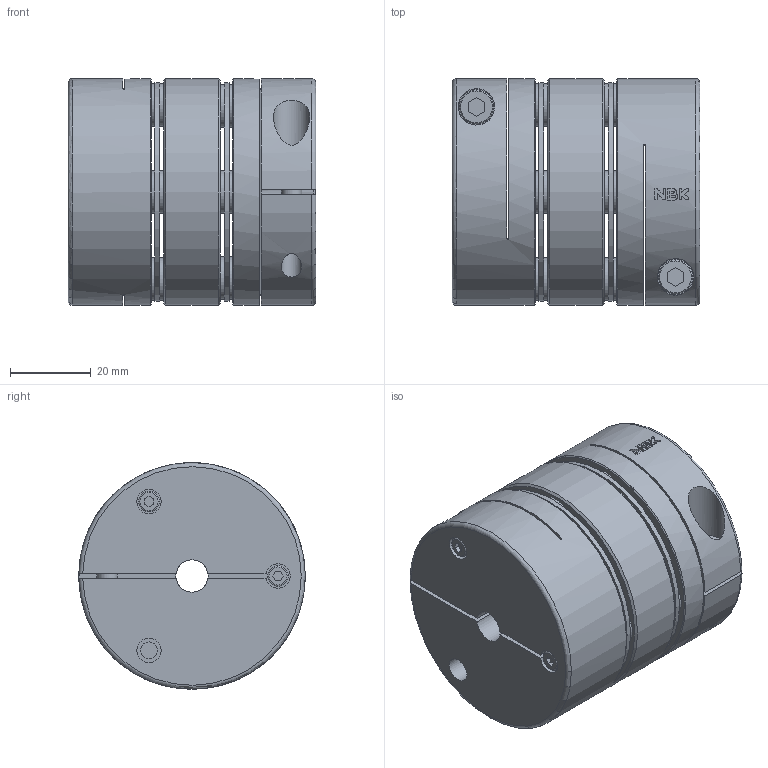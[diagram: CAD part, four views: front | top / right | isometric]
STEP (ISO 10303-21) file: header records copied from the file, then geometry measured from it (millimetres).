
FILE_DESCRIPTION(/* description */ ('STEP AP214'),/* implementation_level */ '2;1');
FILE_NAME(/* name */ 'XHW-56C-8-8',/* time_stamp */ '2024-06-05T11:26:16+02:00',/* author */ ('License CC BY-ND 4.0'),/* organization */ ('CADENAS'),/* preprocessor_version */ 'ST-DEVELOPER v19.3',/* originating_system */ 'PARTsolutions',/* authorisation */ ' ');
FILE_SCHEMA (('AUTOMOTIVE_DESIGN {1 0 10303 214 3 1 1}'));
Length unit declared in the file: millimetre
Products named in the file (5): XHW-56C-8-8; XHW-56C - 8-8 - Hub 1-2.0; XHW-56C - Disk-2.0; XHW-56C_Spacer_2.0; XHW-56C - 8-8 - Hub 2-2.0
Assembly tree (5 placements, depth 2):
  XHW-56C-8-8
    XHW-56C - 8-8 - Hub 1-2.0
    XHW-56C - Disk-2.0  x2
    XHW-56C_Spacer_2.0
    XHW-56C - 8-8 - Hub 2-2.0
Bounding box: 61.2 x 56 x 56 mm (x, y, z)
Volume: 124582.4 mm3; surface area: 42805.2 mm2
Topology: 5 solids, 7 shells, 209 faces, 484 edges, 322 vertices
Faces by surface type: plane 127, cylinder 68, cone 8, torus 6
Full cylindrical faces by diameter (mm): 4.2 x4, 5 x6, 5.1 x4, 5.5 x2, 6 x4, 8 x2, 8.5 x2, 9 x2, 10.5 x16, 28.5 x3, 54 x2, 56 x3
Entity records: 5571 total; most frequent: CARTESIAN_POINT 1035, DIRECTION 924, ORIENTED_EDGE 784, EDGE_CURVE 392, AXIS2_PLACEMENT_3D 347, EDGE_LOOP 320, FACE_BOUND 320, VERTEX_POINT 294
